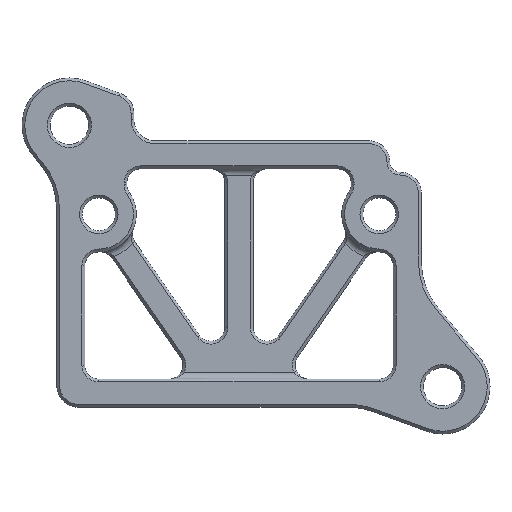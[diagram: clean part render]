
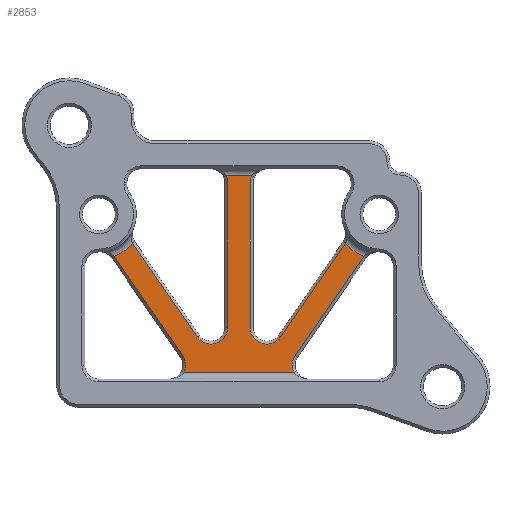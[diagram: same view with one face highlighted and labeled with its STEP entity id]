
A CAD part, top view. The second image highlights one B-rep face of the part: STEP entity #2853.
In plain terms, the highlighted planar face has unit normal (0, 0, 1).
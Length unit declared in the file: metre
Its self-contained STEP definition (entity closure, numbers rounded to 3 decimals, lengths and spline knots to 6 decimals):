
#216=CIRCLE('',#3152,0.0024);
#217=CIRCLE('',#3153,0.00635);
#218=CIRCLE('',#3154,0.0024);
#219=CIRCLE('',#3155,0.0024);
#220=CIRCLE('',#3156,0.0024);
#221=CIRCLE('',#3157,0.0024);
#222=CIRCLE('',#3158,0.00635);
#223=CIRCLE('',#3159,0.0024);
#224=CIRCLE('',#3160,0.0024);
#225=CIRCLE('',#3161,0.0024);
#226=CIRCLE('',#3162,0.0024);
#227=CIRCLE('',#3163,0.0024);
#543=ORIENTED_EDGE('',*,*,#1369,.T.);
#544=ORIENTED_EDGE('',*,*,#1370,.T.);
#545=ORIENTED_EDGE('',*,*,#1371,.T.);
#546=ORIENTED_EDGE('',*,*,#1372,.T.);
#547=ORIENTED_EDGE('',*,*,#1373,.T.);
#548=ORIENTED_EDGE('',*,*,#1374,.T.);
#549=ORIENTED_EDGE('',*,*,#1375,.T.);
#550=ORIENTED_EDGE('',*,*,#1376,.T.);
#551=ORIENTED_EDGE('',*,*,#1377,.T.);
#552=ORIENTED_EDGE('',*,*,#1378,.T.);
#553=ORIENTED_EDGE('',*,*,#1379,.T.);
#554=ORIENTED_EDGE('',*,*,#1380,.T.);
#555=ORIENTED_EDGE('',*,*,#1381,.T.);
#556=ORIENTED_EDGE('',*,*,#1382,.T.);
#557=ORIENTED_EDGE('',*,*,#1383,.T.);
#558=ORIENTED_EDGE('',*,*,#1384,.T.);
#559=ORIENTED_EDGE('',*,*,#1385,.T.);
#560=ORIENTED_EDGE('',*,*,#1386,.T.);
#561=ORIENTED_EDGE('',*,*,#1387,.T.);
#562=ORIENTED_EDGE('',*,*,#1388,.T.);
#1369=EDGE_CURVE('',#1771,#1772,#1943,.T.);
#1370=EDGE_CURVE('',#1772,#1773,#216,.F.);
#1371=EDGE_CURVE('',#1773,#1774,#217,.F.);
#1372=EDGE_CURVE('',#1774,#1775,#218,.F.);
#1373=EDGE_CURVE('',#1775,#1776,#1944,.T.);
#1374=EDGE_CURVE('',#1776,#1777,#219,.F.);
#1375=EDGE_CURVE('',#1777,#1778,#1945,.T.);
#1376=EDGE_CURVE('',#1778,#1779,#220,.F.);
#1377=EDGE_CURVE('',#1779,#1780,#1946,.T.);
#1378=EDGE_CURVE('',#1780,#1781,#221,.F.);
#1379=EDGE_CURVE('',#1781,#1782,#222,.F.);
#1380=EDGE_CURVE('',#1782,#1783,#223,.F.);
#1381=EDGE_CURVE('',#1783,#1784,#1947,.T.);
#1382=EDGE_CURVE('',#1784,#1785,#224,.F.);
#1383=EDGE_CURVE('',#1785,#1786,#1948,.T.);
#1384=EDGE_CURVE('',#1786,#1787,#225,.F.);
#1385=EDGE_CURVE('',#1787,#1788,#1949,.T.);
#1386=EDGE_CURVE('',#1788,#1789,#226,.F.);
#1387=EDGE_CURVE('',#1789,#1790,#1950,.T.);
#1388=EDGE_CURVE('',#1790,#1771,#227,.F.);
#1771=VERTEX_POINT('',#4705);
#1772=VERTEX_POINT('',#4706);
#1773=VERTEX_POINT('',#4708);
#1774=VERTEX_POINT('',#4710);
#1775=VERTEX_POINT('',#4712);
#1776=VERTEX_POINT('',#4714);
#1777=VERTEX_POINT('',#4716);
#1778=VERTEX_POINT('',#4718);
#1779=VERTEX_POINT('',#4720);
#1780=VERTEX_POINT('',#4722);
#1781=VERTEX_POINT('',#4724);
#1782=VERTEX_POINT('',#4726);
#1783=VERTEX_POINT('',#4728);
#1784=VERTEX_POINT('',#4730);
#1785=VERTEX_POINT('',#4732);
#1786=VERTEX_POINT('',#4734);
#1787=VERTEX_POINT('',#4736);
#1788=VERTEX_POINT('',#4738);
#1789=VERTEX_POINT('',#4740);
#1790=VERTEX_POINT('',#4742);
#1943=LINE('',#4704,#2195);
#1944=LINE('',#4713,#2196);
#1945=LINE('',#4717,#2197);
#1946=LINE('',#4721,#2198);
#1947=LINE('',#4729,#2199);
#1948=LINE('',#4733,#2200);
#1949=LINE('',#4737,#2201);
#1950=LINE('',#4741,#2202);
#2195=VECTOR('',#3734,1.);
#2196=VECTOR('',#3741,1.);
#2197=VECTOR('',#3744,1.);
#2198=VECTOR('',#3747,1.);
#2199=VECTOR('',#3754,1.);
#2200=VECTOR('',#3757,1.);
#2201=VECTOR('',#3760,1.);
#2202=VECTOR('',#3763,1.);
#2376=EDGE_LOOP('',(#543,#544,#545,#546,#547,#548,#549,#550,#551,#552,#553,
#554,#555,#556,#557,#558,#559,#560,#561,#562));
#2588=FACE_BOUND('',#2376,.T.);
#2769=PLANE('',#3151);
#2853=ADVANCED_FACE('',(#2588),#2769,.T.);
#3151=AXIS2_PLACEMENT_3D('',#4703,#3732,#3733);
#3152=AXIS2_PLACEMENT_3D('',#4707,#3735,#3736);
#3153=AXIS2_PLACEMENT_3D('',#4709,#3737,#3738);
#3154=AXIS2_PLACEMENT_3D('',#4711,#3739,#3740);
#3155=AXIS2_PLACEMENT_3D('',#4715,#3742,#3743);
#3156=AXIS2_PLACEMENT_3D('',#4719,#3745,#3746);
#3157=AXIS2_PLACEMENT_3D('',#4723,#3748,#3749);
#3158=AXIS2_PLACEMENT_3D('',#4725,#3750,#3751);
#3159=AXIS2_PLACEMENT_3D('',#4727,#3752,#3753);
#3160=AXIS2_PLACEMENT_3D('',#4731,#3755,#3756);
#3161=AXIS2_PLACEMENT_3D('',#4735,#3758,#3759);
#3162=AXIS2_PLACEMENT_3D('',#4739,#3761,#3762);
#3163=AXIS2_PLACEMENT_3D('',#4743,#3764,#3765);
#3732=DIRECTION('',(0.,0.,1.));
#3733=DIRECTION('',(0.,-1.,0.));
#3734=DIRECTION('',(-0.569,0.822,0.));
#3735=DIRECTION('',(0.,0.,1.));
#3736=DIRECTION('',(0.,-1.,0.));
#3737=DIRECTION('',(0.,0.,1.));
#3738=DIRECTION('',(0.,-1.,0.));
#3739=DIRECTION('',(0.,0.,1.));
#3740=DIRECTION('',(0.,-1.,0.));
#3741=DIRECTION('',(0.569,-0.822,0.));
#3742=DIRECTION('',(0.,0.,1.));
#3743=DIRECTION('',(0.,-1.,0.));
#3744=DIRECTION('',(1.,0.,0.));
#3745=DIRECTION('',(0.,0.,1.));
#3746=DIRECTION('',(0.,-1.,0.));
#3747=DIRECTION('',(0.569,0.822,0.));
#3748=DIRECTION('',(0.,0.,1.));
#3749=DIRECTION('',(0.,-1.,0.));
#3750=DIRECTION('',(0.,0.,1.));
#3751=DIRECTION('',(0.,-1.,0.));
#3752=DIRECTION('',(0.,0.,1.));
#3753=DIRECTION('',(0.,-1.,0.));
#3754=DIRECTION('',(-0.569,-0.822,0.));
#3755=DIRECTION('',(0.,0.,1.));
#3756=DIRECTION('',(0.,-1.,0.));
#3757=DIRECTION('',(0.,1.,0.));
#3758=DIRECTION('',(0.,0.,1.));
#3759=DIRECTION('',(0.,-1.,0.));
#3760=DIRECTION('',(-1.,0.,0.));
#3761=DIRECTION('',(0.,0.,1.));
#3762=DIRECTION('',(0.,-1.,0.));
#3763=DIRECTION('',(0.,-1.,0.));
#3764=DIRECTION('',(0.,0.,1.));
#3765=DIRECTION('',(0.,-1.,0.));
#4703=CARTESIAN_POINT('',(0.,0.,0.002));
#4704=CARTESIAN_POINT('',(-0.015176,-0.00416,0.002));
#4705=CARTESIAN_POINT('',(-0.005974,-0.01746,0.002));
#4706=CARTESIAN_POINT('',(-0.015176,-0.00416,0.002));
#4707=CARTESIAN_POINT('',(-0.013202,-0.002795,0.002));
#4708=CARTESIAN_POINT('',(-0.015188,-0.004143,0.002));
#4709=CARTESIAN_POINT('',(-0.02,0.,0.002));
#4710=CARTESIAN_POINT('',(-0.017819,-0.005964,0.002));
#4711=CARTESIAN_POINT('',(-0.019781,-0.007347,0.002));
#4712=CARTESIAN_POINT('',(-0.017807,-0.005981,0.002));
#4713=CARTESIAN_POINT('',(-0.008014,-0.020134,0.002));
#4714=CARTESIAN_POINT('',(-0.008014,-0.020134,0.002));
#4715=CARTESIAN_POINT('',(-0.009988,-0.0215,0.002));
#4716=CARTESIAN_POINT('',(-0.007806,-0.0225,0.002));
#4717=CARTESIAN_POINT('',(0.009988,-0.0225,0.002));
#4718=CARTESIAN_POINT('',(0.007806,-0.0225,0.002));
#4719=CARTESIAN_POINT('',(0.009988,-0.0215,0.002));
#4720=CARTESIAN_POINT('',(0.008014,-0.020134,0.002));
#4721=CARTESIAN_POINT('',(0.017807,-0.005981,0.002));
#4722=CARTESIAN_POINT('',(0.017807,-0.005981,0.002));
#4723=CARTESIAN_POINT('',(0.019781,-0.007347,0.002));
#4724=CARTESIAN_POINT('',(0.017819,-0.005964,0.002));
#4725=CARTESIAN_POINT('',(0.02,0.,0.002));
#4726=CARTESIAN_POINT('',(0.015188,-0.004143,0.002));
#4727=CARTESIAN_POINT('',(0.013202,-0.002795,0.002));
#4728=CARTESIAN_POINT('',(0.015176,-0.00416,0.002));
#4729=CARTESIAN_POINT('',(0.005974,-0.01746,0.002));
#4730=CARTESIAN_POINT('',(0.005974,-0.01746,0.002));
#4731=CARTESIAN_POINT('',(0.004,-0.016094,0.002));
#4732=CARTESIAN_POINT('',(0.0016,-0.016094,0.002));
#4733=CARTESIAN_POINT('',(0.0016,0.0045,0.002));
#4734=CARTESIAN_POINT('',(0.0016,0.0045,0.002));
#4735=CARTESIAN_POINT('',(0.004,0.0045,0.002));
#4736=CARTESIAN_POINT('',(0.001818,0.0055,0.002));
#4737=CARTESIAN_POINT('',(-0.004,0.0055,0.002));
#4738=CARTESIAN_POINT('',(-0.001818,0.0055,0.002));
#4739=CARTESIAN_POINT('',(-0.004,0.0045,0.002));
#4740=CARTESIAN_POINT('',(-0.0016,0.0045,0.002));
#4741=CARTESIAN_POINT('',(-0.0016,-0.016094,0.002));
#4742=CARTESIAN_POINT('',(-0.0016,-0.016094,0.002));
#4743=CARTESIAN_POINT('',(-0.004,-0.016094,0.002));
